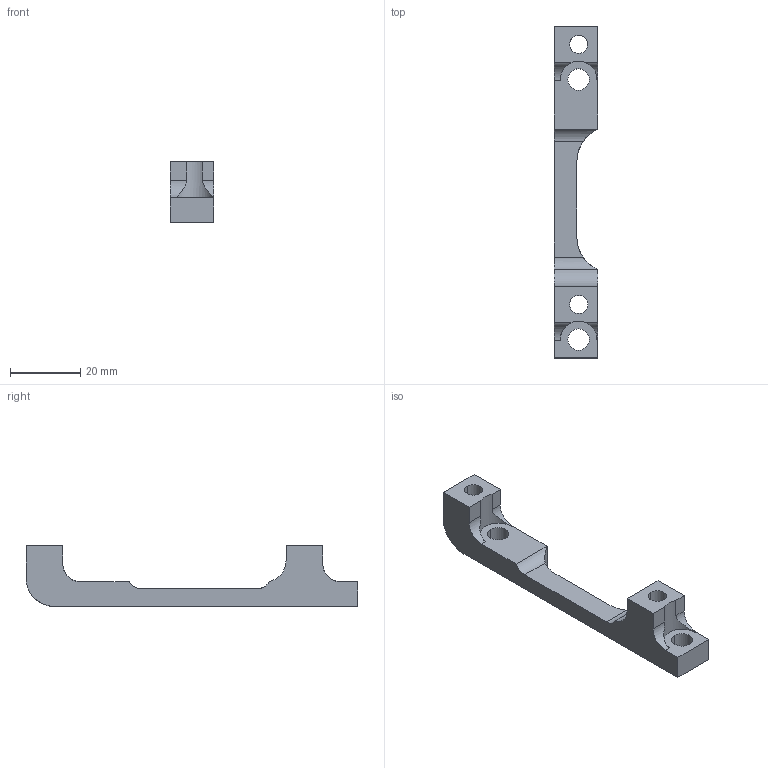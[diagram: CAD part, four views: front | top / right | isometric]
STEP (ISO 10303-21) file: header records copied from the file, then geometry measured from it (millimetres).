
FILE_DESCRIPTION((''),'2;1');
FILE_NAME('20-5015-087-XXX','2021-06-28T10:11:07',('pmedalie'),('SRAM CORPORATION'),'CREO PARAMETRIC BY PTC INC, 2019080','CREO PARAMETRIC BY PTC INC, 2019080','');
FILE_SCHEMA(('CONFIG_CONTROL_DESIGN'));
Length unit declared in the file: millimetre
Products named in the file (1): 20-5015-087-XXX
Bounding box: 12.5 x 94.7 x 17.32 mm (x, y, z)
Volume: 7810.5 mm3; surface area: 4861.7 mm2
Topology: 1 solids, 1 shells, 315 faces, 898 edges, 598 vertices
Faces by surface type: plane 295, cylinder 20
Entity records: 10210 total; most frequent: CARTESIAN_POINT 1915, ORIENTED_EDGE 1796, DIRECTION 1552, EDGE_CURVE 898, VECTOR 858, LINE 858, VERTEX_POINT 598, AXIS2_PLACEMENT_3D 347
